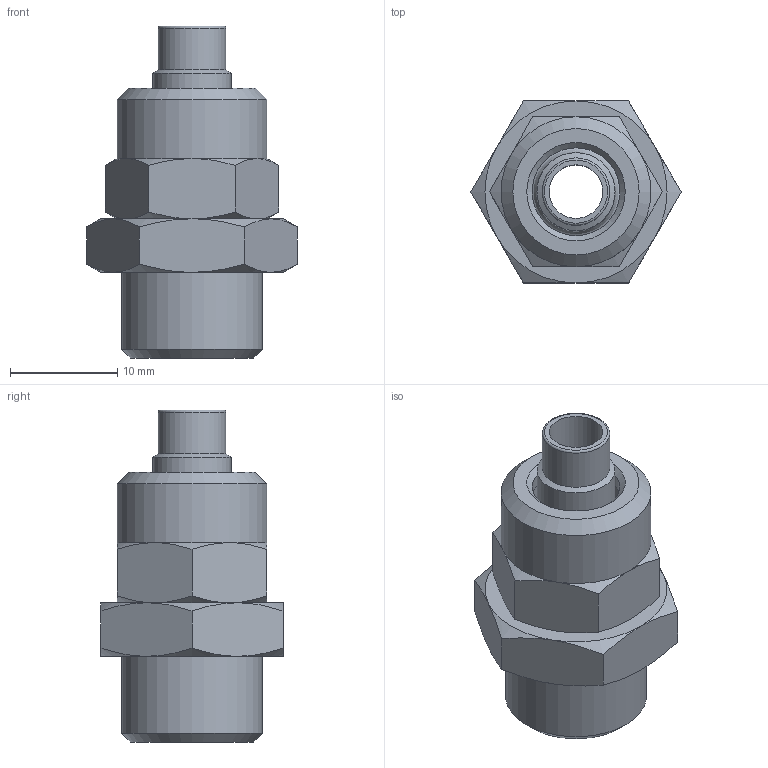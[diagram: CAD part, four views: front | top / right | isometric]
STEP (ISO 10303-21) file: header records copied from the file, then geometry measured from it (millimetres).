
FILE_DESCRIPTION((''),'2;1');
FILE_NAME('Schlauchanschluss_fuer_perma_G1_4innen fuer 8er Schlauch_A260011203_Messing.stp','2006-09-07T08:56:09',('ScheitB'),(''),'Autodesk Inventor 10','Autodesk Inventor 10','');
FILE_SCHEMA(('AUTOMOTIVE_DESIGN { 1 0 10303 214 1 1 1 1 }'));
Length unit declared in the file: millimetre
Products named in the file (3): angea17a; angea17a_Schlauchanschluss; angea17a_Mutter
Assembly tree (2 placements, depth 2):
  angea17a
    angea17a_Schlauchanschluss
    angea17a_Mutter
Bounding box: 19.63 x 17 x 31 mm (x, y, z)
Volume: 3648.4 mm3; surface area: 3199.4 mm2
Topology: 2 solids, 2 shells, 63 faces, 133 edges, 77 vertices
Faces by surface type: cone 32, plane 19, cylinder 8, bspline 3, torus 1
Full cylindrical faces by diameter (mm): 5 x1, 6.3 x1, 7 x1, 7.3 x1, 8.2 x1, 12 x1, 13.157 x1, 14 x1
Entity records: 1622 total; most frequent: CARTESIAN_POINT 424, DIRECTION 240, ORIENTED_EDGE 218, AXIS2_PLACEMENT_3D 114, EDGE_CURVE 109, EDGE_LOOP 90, VERTEX_POINT 73, FACE_OUTER_BOUND 63
